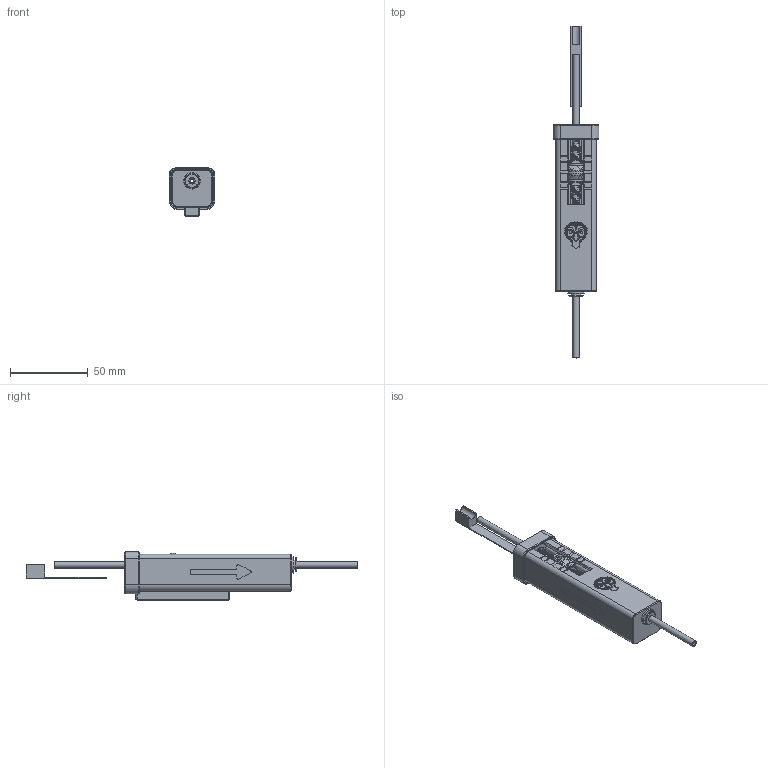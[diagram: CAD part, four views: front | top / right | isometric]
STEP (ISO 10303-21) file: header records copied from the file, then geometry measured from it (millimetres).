
FILE_DESCRIPTION(/* description */ ('STEP AP242 Edition 2','CAx-IF Rec.Pracs.---Representation and Presentation of Product Manufacturing Information (PMI)---4.0---2014-10-13','CAx-IF Rec.Pracs.---3D Tessellated Geometry---0.4---2014-09-14','2;1','CAx-IF Rec.Pracs.---User Defined Attributes---1.5---2016-08-15'),/* implementation_level */ '2;1');
FILE_NAME(/* name */ '693fcf03fdc272afda9420f1',/* time_stamp */ '2025-12-15T09:04:07Z',/* author */ (''),/* organization */ (''),/* preprocessor_version */ 'ST-DEVELOPER v20',/* originating_system */ 'ONSHAPE BY PTC INC, 1.208',/* authorisation */ ' ');
FILE_SCHEMA (('AP242_MANAGED_MODEL_BASED_3D_ENGINEERING_MIM_LF { 1 0 10303 442 3 1 4 }'));
Products named in the file (24): EMUSync Assembly; ECAS Collet Clip v1; Spring 0.4x5x20mm; [a]_End_cap; Hex socket head cap screw M3x0.50 x 8; PTFE; [a]_Cable_cover; ECAS4 <2>; Release clip; Main body; ECAS4 <1>; [a]_ECAS_trigger; ECAS4 <3>; EMUSync_main_body; M3 Threaded Insert; EMUSync trigger assembly installation tool; EMUSync switches <1>; Switch Body; Lever; Contacts
Assembly tree (39 placements, depth 3):
  EMUSync Assembly
    ECAS Collet Clip v1  x2
    Spring 0.4x5x20mm  x2
    [a]_End_cap
    Hex socket head cap screw M3x0.50 x 8  x2
    PTFE  x3
    [a]_Cable_cover
    PTFE
    ECAS4 <2>
      Release clip
      Main body
    ECAS4 <1>
      Release clip
      Main body
    [a]_ECAS_trigger
    ECAS4 <3>
      Main body
      Release clip
    EMUSync_main_body
    M3 Threaded Insert  x2
    EMUSync trigger assembly installation tool
    EMUSync switches <1>
      Switch Body  x2
      Lever  x2
      Contacts  x2
      Contacts  x2
      Switch Body  x2
      Contacts  x2
Bounding box: 29.5 x 213.05 x 31.3 mm (x, y, z)
Volume: 60235.6 mm3; surface area: 32078.2 mm2
Topology: 35 solids, 35 shells, 2419 faces, 6572 edges, 4259 vertices
Faces by surface type: plane 1164, bspline 566, cylinder 543, cone 84, torus 52, sphere 10
Full cylindrical faces by diameter (mm): 2 x2, 2.5 x5, 3 x2, 3.4 x4, 4 x10, 4.2 x2, 4.25 x2, 4.3 x4, 4.4 x1, 4.6 x4, 4.7 x2, 5.5 x2, 5.6 x3, 5.679 x1, 6 x6, 8 x6, 8.3 x4, 8.47 x3, 9 x5, 9.6 x2, 10.45 x3
Entity records: 66188 total; most frequent: CARTESIAN_POINT 20056, ORIENTED_EDGE 10212, DIRECTION 8200, EDGE_CURVE 5106, VERTEX_POINT 3353, LINE 3002, VECTOR 3002, AXIS2_PLACEMENT_3D 2599
